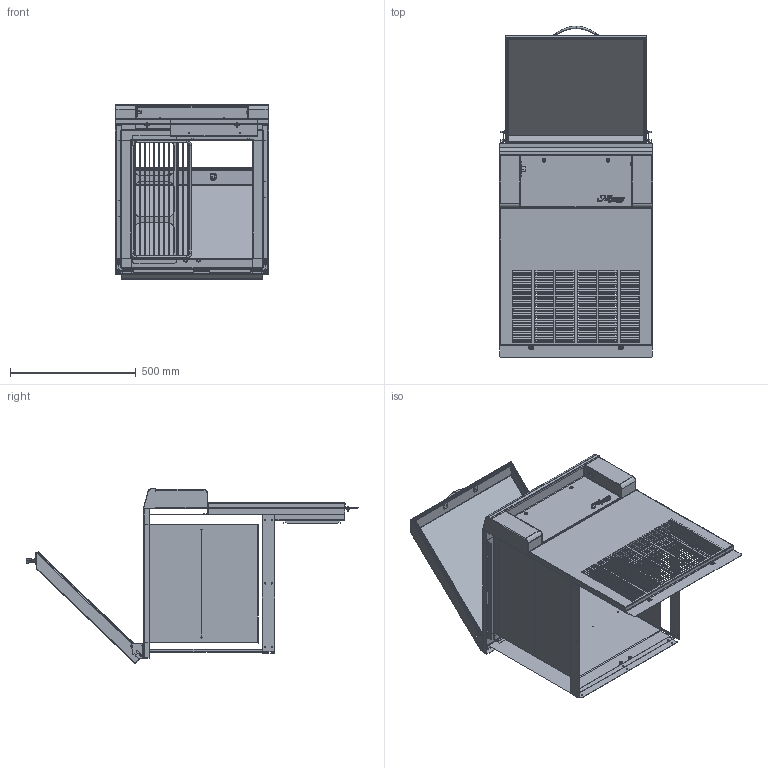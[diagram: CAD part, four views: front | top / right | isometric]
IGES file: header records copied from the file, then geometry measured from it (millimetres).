
Start section: SolidWorks IGES file using analytic representation for surfaces
Global section: file name: ARDI.IGS; native system: SolidWorks 2017; preprocessor: SolidWorks 2017; author: jorge; date: 181004.134813; units: foot
Bounding box: 610.88 x 1322.58 x 696.65 mm (x, y, z)
Surface area: 4396375.8 mm2 (no closed solid volume)
Topology: 0 solids, 0 shells, 1608 faces, 18303 edges, 18303 vertices
Faces by surface type: bspline 970, revolution 638
